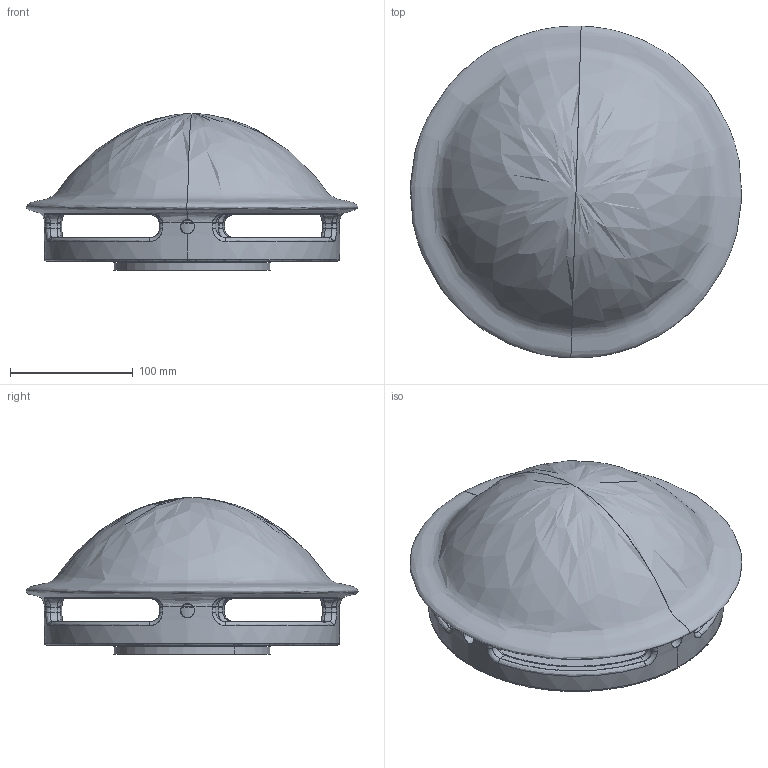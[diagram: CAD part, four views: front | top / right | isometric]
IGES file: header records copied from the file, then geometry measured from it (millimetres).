
Start section: SolidWorks IGES file using analytic representation for surfaces
Global section: file name: TRIDS - Trid Sconce Assembly.IGS; native system: SolidWorks 2022; preprocessor: SolidWorks 2022; author: Alex Harrington; date: 241217.150731; units: millimetre
Bounding box: 269.78 x 269.92 x 127.62 mm (x, y, z)
Surface area: 289806.9 mm2 (no closed solid volume)
Topology: 0 solids, 0 shells, 220 faces, 4246 edges, 4233 vertices
Faces by surface type: bspline 110, revolution 110
